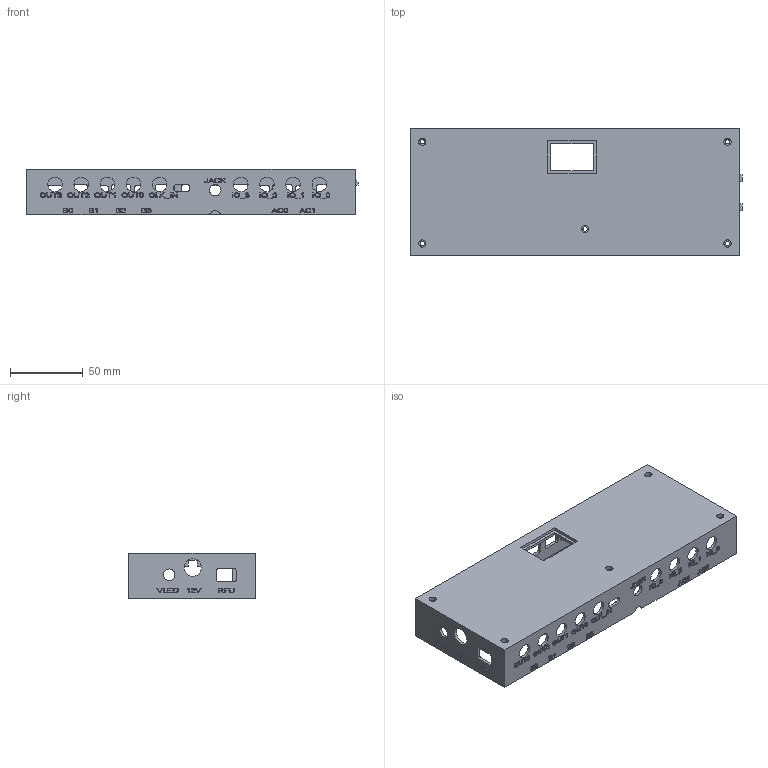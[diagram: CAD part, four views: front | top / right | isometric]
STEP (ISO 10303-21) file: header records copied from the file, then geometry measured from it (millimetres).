
FILE_DESCRIPTION(/* description */ (''),/* implementation_level */ '2;1');
FILE_NAME(/* name */ 'module_hub_TLA.stp',/* time_stamp */ '2022-10-07T21:36:02-07:00',/* author */ (''),/* organization */ (''),/* preprocessor_version */ 'ST-DEVELOPER v18.1',/* originating_system */ 'SIEMENS PLM Software NX 1988',/* authorisation */ '');
FILE_SCHEMA (('AUTOMOTIVE_DESIGN { 1 0 10303 214 3 1 1 1 }'));
Bounding box: 228.5 x 88 x 31.5 mm (x, y, z)
Volume: 66608.6 mm3; surface area: 72858 mm2
Topology: 1 solids, 1 shells, 1046 faces, 2672 edges, 1783 vertices
Faces by surface type: plane 762, extrusion 173, cylinder 111
Full cylindrical faces by diameter (mm): 3 x5, 5 x5, 8 x7, 10 x9, 12 x1
Entity records: 39947 total; most frequent: CRTPNT 17152, ORNEDG 5268, DRCTN 3317, EDGCRV 2634, VRTPNT 1778, BSCWK 1583, EDGLP 1300, VECTOR 1225
